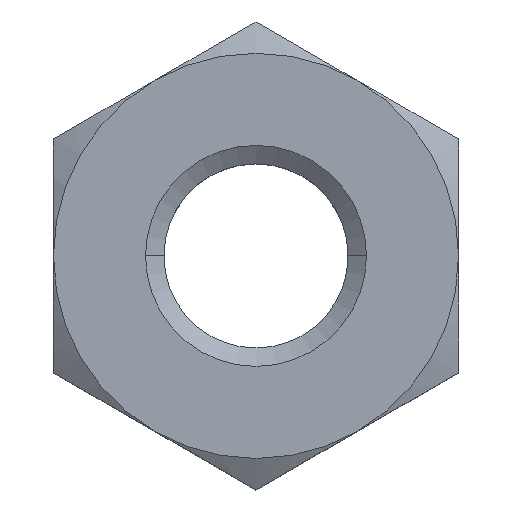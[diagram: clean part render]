
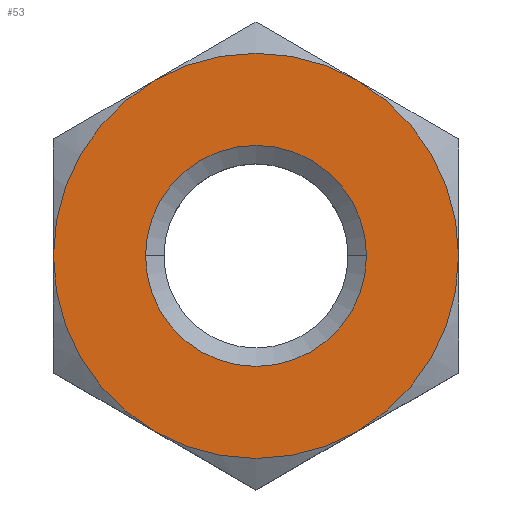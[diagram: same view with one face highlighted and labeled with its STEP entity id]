
A CAD part, top view. The second image highlights one B-rep face of the part: STEP entity #53.
In plain terms, the highlighted planar face has unit normal (0, 0, 1).
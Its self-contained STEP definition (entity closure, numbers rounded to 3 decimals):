
#11 = VERTEX_POINT ( 'NONE', #708 ) ;
#12 = VERTEX_POINT ( 'NONE', #711 ) ;
#34 = ORIENTED_EDGE ( 'NONE', *, *, #606, .F. ) ;
#39 = AXIS2_PLACEMENT_3D ( 'NONE', #327, #816, #393 ) ;
#44 = DIRECTION ( 'NONE',  ( 0., 0., -1. ) ) ;
#53 = ADVANCED_FACE ( 'NONE', ( #676, #844 ), #369, .F. ) ;
#56 = VERTEX_POINT ( 'NONE', #350 ) ;
#58 = AXIS2_PLACEMENT_3D ( 'NONE', #750, #131, #328 ) ;
#72 = ORIENTED_EDGE ( 'NONE', *, *, #330, .T. ) ;
#79 = DIRECTION ( 'NONE',  ( -1., 0., 0. ) ) ;
#110 = CIRCLE ( 'NONE', #58, 1.5 ) ;
#131 = DIRECTION ( 'NONE',  ( 0., 0., 1. ) ) ;
#138 = EDGE_CURVE ( 'NONE', #12, #395, #110, .T. ) ;
#146 = ORIENTED_EDGE ( 'NONE', *, *, #138, .F. ) ;
#159 = CIRCLE ( 'NONE', #764, 2.75 ) ;
#170 = EDGE_CURVE ( 'NONE', #524, #669, #866, .T. ) ;
#179 = VERTEX_POINT ( 'NONE', #496 ) ;
#183 = DIRECTION ( 'NONE',  ( -1., 0., 0. ) ) ;
#195 = CARTESIAN_POINT ( 'NONE',  ( 2.75, 0., 0. ) ) ;
#239 = EDGE_CURVE ( 'NONE', #395, #12, #690, .T. ) ;
#247 = CIRCLE ( 'NONE', #789, 2.75 ) ;
#253 = DIRECTION ( 'NONE',  ( 1., 0., 0. ) ) ;
#266 = CARTESIAN_POINT ( 'NONE',  ( 0., 0., 0. ) ) ;
#277 = ORIENTED_EDGE ( 'NONE', *, *, #170, .F. ) ;
#283 = EDGE_CURVE ( 'NONE', #11, #179, #485, .T. ) ;
#299 = VERTEX_POINT ( 'NONE', #537 ) ;
#304 = CARTESIAN_POINT ( 'NONE',  ( 0., 0., 0. ) ) ;
#319 = ORIENTED_EDGE ( 'NONE', *, *, #239, .F. ) ;
#327 = CARTESIAN_POINT ( 'NONE',  ( 0., 0., 0. ) ) ;
#328 = DIRECTION ( 'NONE',  ( 1., 0., 0. ) ) ;
#330 = EDGE_CURVE ( 'NONE', #524, #56, #247, .T. ) ;
#350 = CARTESIAN_POINT ( 'NONE',  ( 1.375, 2.382, 0. ) ) ;
#366 = AXIS2_PLACEMENT_3D ( 'NONE', #589, #875, #799 ) ;
#369 = PLANE ( 'NONE',  #573 ) ;
#377 = CARTESIAN_POINT ( 'NONE',  ( 0., 0., 0. ) ) ;
#381 = CARTESIAN_POINT ( 'NONE',  ( 0., 0., 0. ) ) ;
#393 = DIRECTION ( 'NONE',  ( -1., 0., 0. ) ) ;
#395 = VERTEX_POINT ( 'NONE', #468 ) ;
#399 = DIRECTION ( 'NONE',  ( 0., 0., -1. ) ) ;
#402 = EDGE_CURVE ( 'NONE', #669, #299, #664, .T. ) ;
#411 = CARTESIAN_POINT ( 'NONE',  ( 0., 0., 0. ) ) ;
#439 = CARTESIAN_POINT ( 'NONE',  ( 1.375, -2.382, 0. ) ) ;
#457 = DIRECTION ( 'NONE',  ( 1., 0., 0. ) ) ;
#468 = CARTESIAN_POINT ( 'NONE',  ( -1.5, 0., 0. ) ) ;
#485 = CIRCLE ( 'NONE', #39, 2.75 ) ;
#496 = CARTESIAN_POINT ( 'NONE',  ( -1.375, 2.382, 0. ) ) ;
#524 = VERTEX_POINT ( 'NONE', #195 ) ;
#528 = AXIS2_PLACEMENT_3D ( 'NONE', #266, #399, #79 ) ;
#537 = CARTESIAN_POINT ( 'NONE',  ( -1.375, -2.382, 0. ) ) ;
#566 = EDGE_LOOP ( 'NONE', ( #728, #34, #604, #277, #72, #588 ) ) ;
#573 = AXIS2_PLACEMENT_3D ( 'NONE', #784, #44, #851 ) ;
#582 = DIRECTION ( 'NONE',  ( 0., 0., 1. ) ) ;
#588 = ORIENTED_EDGE ( 'NONE', *, *, #715, .F. ) ;
#589 = CARTESIAN_POINT ( 'NONE',  ( 0., 0., 0. ) ) ;
#591 = DIRECTION ( 'NONE',  ( 0., 0., 1. ) ) ;
#599 = DIRECTION ( 'NONE',  ( 0., 0., -1. ) ) ;
#604 = ORIENTED_EDGE ( 'NONE', *, *, #402, .F. ) ;
#606 = EDGE_CURVE ( 'NONE', #299, #11, #159, .T. ) ;
#644 = AXIS2_PLACEMENT_3D ( 'NONE', #411, #790, #650 ) ;
#650 = DIRECTION ( 'NONE',  ( -1., 0., 0. ) ) ;
#664 = CIRCLE ( 'NONE', #366, 2.75 ) ;
#669 = VERTEX_POINT ( 'NONE', #439 ) ;
#676 = FACE_OUTER_BOUND ( 'NONE', #566, .T. ) ;
#690 = CIRCLE ( 'NONE', #770, 1.5 ) ;
#708 = CARTESIAN_POINT ( 'NONE',  ( -2.75, 0., 0. ) ) ;
#711 = CARTESIAN_POINT ( 'NONE',  ( 1.5, 0., 0. ) ) ;
#715 = EDGE_CURVE ( 'NONE', #179, #56, #772, .T. ) ;
#728 = ORIENTED_EDGE ( 'NONE', *, *, #283, .F. ) ;
#750 = CARTESIAN_POINT ( 'NONE',  ( 0., 0., 0. ) ) ;
#764 = AXIS2_PLACEMENT_3D ( 'NONE', #381, #599, #183 ) ;
#770 = AXIS2_PLACEMENT_3D ( 'NONE', #304, #582, #457 ) ;
#772 = CIRCLE ( 'NONE', #528, 2.75 ) ;
#777 = EDGE_LOOP ( 'NONE', ( #146, #319 ) ) ;
#784 = CARTESIAN_POINT ( 'NONE',  ( 0., 3.175, 0. ) ) ;
#789 = AXIS2_PLACEMENT_3D ( 'NONE', #377, #591, #253 ) ;
#790 = DIRECTION ( 'NONE',  ( 0., 0., -1. ) ) ;
#799 = DIRECTION ( 'NONE',  ( -1., 0., 0. ) ) ;
#816 = DIRECTION ( 'NONE',  ( 0., 0., -1. ) ) ;
#844 = FACE_BOUND ( 'NONE', #777, .T. ) ;
#851 = DIRECTION ( 'NONE',  ( -1., 0., 0. ) ) ;
#866 = CIRCLE ( 'NONE', #644, 2.75 ) ;
#875 = DIRECTION ( 'NONE',  ( 0., 0., -1. ) ) ;
